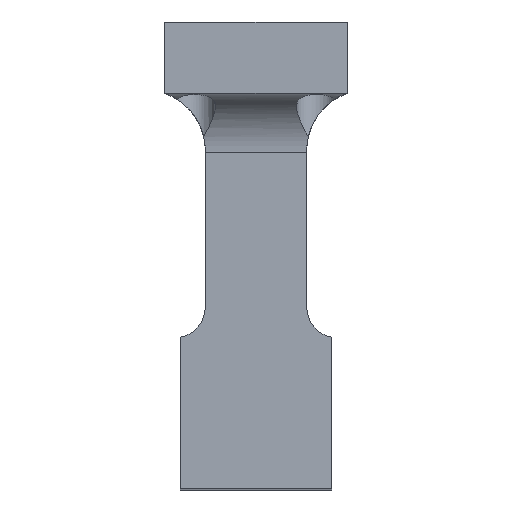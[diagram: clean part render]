
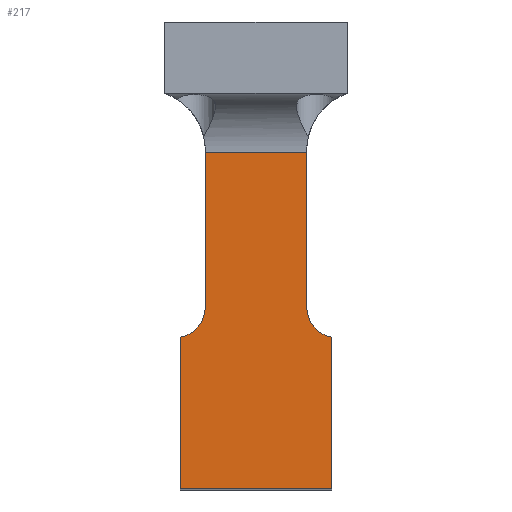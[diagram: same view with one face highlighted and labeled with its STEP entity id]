
A CAD part, top view. The second image highlights one B-rep face of the part: STEP entity #217.
In plain terms, the highlighted planar face has unit normal (0, 0, 1).
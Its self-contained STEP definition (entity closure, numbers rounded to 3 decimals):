
#81=CARTESIAN_POINT('',(64.95,24.45,436.));
#82=VERTEX_POINT('',#81);
#89=CARTESIAN_POINT('',(64.95,9.55,436.));
#90=VERTEX_POINT('',#89);
#91=CARTESIAN_POINT('',(64.95,9.55,436.));
#92=DIRECTION('',(0.,1.,0.));
#93=VECTOR('',#92,14.9);
#94=LINE('',#91,#93);
#95=EDGE_CURVE('',#90,#82,#94,.T.);
#119=CARTESIAN_POINT('',(50.05,9.55,436.));
#120=VERTEX_POINT('',#119);
#127=CARTESIAN_POINT('',(50.05,24.45,436.));
#128=VERTEX_POINT('',#127);
#129=CARTESIAN_POINT('',(50.05,24.45,436.));
#130=DIRECTION('',(0.,-1.,0.));
#131=VECTOR('',#130,14.9);
#132=LINE('',#129,#131);
#133=EDGE_CURVE('',#128,#120,#132,.T.);
#157=CARTESIAN_POINT('',(50.05,9.55,436.));
#158=DIRECTION('',(1.,0.,-0.));
#159=VECTOR('',#158,14.9);
#160=LINE('',#157,#159);
#161=EDGE_CURVE('',#120,#90,#160,.T.);
#167=CARTESIAN_POINT('',(0.,0.,436.));
#168=DIRECTION('',(0.,0.,1.));
#169=DIRECTION('',(1.,0.,0.));
#170=AXIS2_PLACEMENT_3D('',#167,#168,#169);
#171=PLANE('',#170);
#172=CARTESIAN_POINT('',(62.5,27.399,436.));
#173=VERTEX_POINT('',#172);
#174=CARTESIAN_POINT('',(62.5,42.691,436.));
#175=VERTEX_POINT('',#174);
#176=CARTESIAN_POINT('',(62.5,27.399,436.));
#177=DIRECTION('',(0.,1.,0.));
#178=VECTOR('',#177,15.291);
#179=LINE('',#176,#178);
#180=EDGE_CURVE('',#173,#175,#179,.T.);
#181=ORIENTED_EDGE('',*,*,#180,.T.);
#182=CARTESIAN_POINT('',(52.5,42.691,436.));
#183=VERTEX_POINT('',#182);
#184=CARTESIAN_POINT('',(62.5,42.691,436.));
#185=DIRECTION('',(-1.,0.,0.));
#186=VECTOR('',#185,10.);
#187=LINE('',#184,#186);
#188=EDGE_CURVE('',#175,#183,#187,.T.);
#189=ORIENTED_EDGE('',*,*,#188,.T.);
#190=CARTESIAN_POINT('',(52.5,27.399,436.));
#191=VERTEX_POINT('',#190);
#192=CARTESIAN_POINT('',(52.5,27.399,436.));
#193=DIRECTION('',(0.,1.,0.));
#194=VECTOR('',#193,15.291);
#195=LINE('',#192,#194);
#196=EDGE_CURVE('',#191,#183,#195,.T.);
#197=ORIENTED_EDGE('',*,*,#196,.F.);
#198=CARTESIAN_POINT('',(49.5,27.399,436.));
#199=DIRECTION('',(-0.,-0.,-1.));
#200=DIRECTION('',(1.,0.,-0.));
#201=AXIS2_PLACEMENT_3D('',#198,#199,#200);
#202=CIRCLE('',#201,3.);
#203=EDGE_CURVE('',#191,#128,#202,.T.);
#204=ORIENTED_EDGE('',*,*,#203,.T.);
#205=ORIENTED_EDGE('',*,*,#133,.T.);
#206=ORIENTED_EDGE('',*,*,#161,.T.);
#207=ORIENTED_EDGE('',*,*,#95,.T.);
#208=CARTESIAN_POINT('',(65.5,27.399,436.));
#209=DIRECTION('',(-0.,-0.,-1.));
#210=DIRECTION('',(1.,0.,-0.));
#211=AXIS2_PLACEMENT_3D('',#208,#209,#210);
#212=CIRCLE('',#211,3.);
#213=EDGE_CURVE('',#82,#173,#212,.T.);
#214=ORIENTED_EDGE('',*,*,#213,.T.);
#215=EDGE_LOOP('',(#181,#189,#197,#204,#205,#206,#207,#214));
#216=FACE_BOUND('',#215,.T.);
#217=ADVANCED_FACE('',(#216),#171,.T.);
